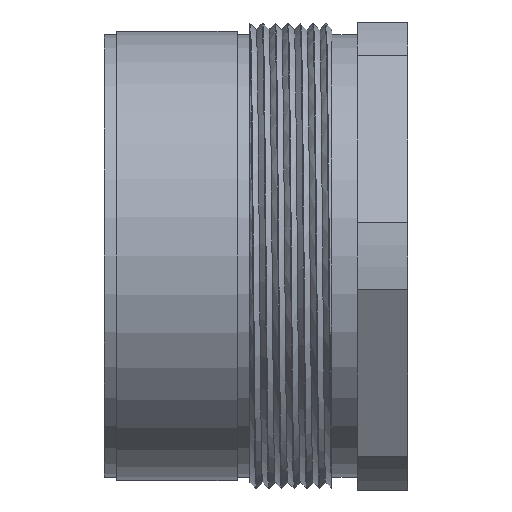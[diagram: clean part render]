
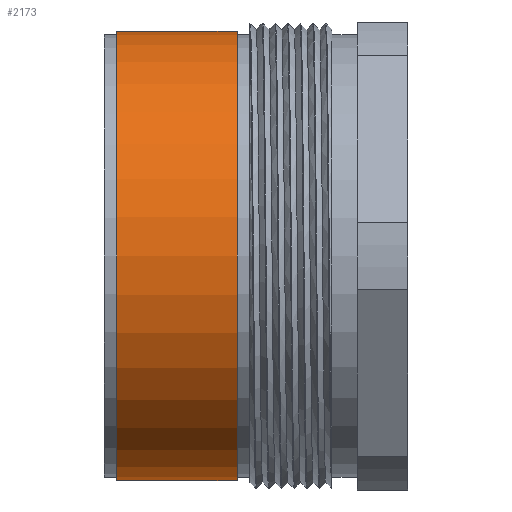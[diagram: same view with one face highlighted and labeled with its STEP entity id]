
A CAD part, left-side view. The second image highlights one B-rep face of the part: STEP entity #2173.
In plain terms, the highlighted cylindrical face has radius 17.75 mm (diameter 35.5 mm), a full revolution.
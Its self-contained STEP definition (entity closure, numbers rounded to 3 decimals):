
#8 = EDGE_LOOP ( 'NONE', ( #288 ) ) ;
#145 = FACE_OUTER_BOUND ( 'NONE', #8, .T. ) ;
#146 = FACE_OUTER_BOUND ( 'NONE', #232, .T. ) ;
#150 = CYLINDRICAL_SURFACE ( 'NONE', #1551, 17.75 ) ;
#232 = EDGE_LOOP ( 'NONE', ( #238 ) ) ;
#238 = ORIENTED_EDGE ( 'NONE', *, *, #2163, .T. ) ;
#288 = ORIENTED_EDGE ( 'NONE', *, *, #2164, .F. ) ;
#908 = DIRECTION ( 'NONE',  ( 0., 0., -1. ) ) ;
#909 = DIRECTION ( 'NONE',  ( 0., -1., 0. ) ) ;
#910 = CARTESIAN_POINT ( 'NONE',  ( 0., 23., 0. ) ) ;
#1152 = DIRECTION ( 'NONE',  ( 0., 0., 1. ) ) ;
#1153 = DIRECTION ( 'NONE',  ( 0., 1., 0. ) ) ;
#1154 = CARTESIAN_POINT ( 'NONE',  ( 0., 23., 0. ) ) ;
#1155 = DIRECTION ( 'NONE',  ( 0., 0., 1. ) ) ;
#1156 = DIRECTION ( 'NONE',  ( 0., 1., 0. ) ) ;
#1157 = CARTESIAN_POINT ( 'NONE',  ( 0., 13.5, 0. ) ) ;
#1551 = AXIS2_PLACEMENT_3D ( 'NONE', #910, #909, #908 ) ;
#1554 = CIRCLE ( 'NONE', #1555, 17.75 ) ;
#1555 = AXIS2_PLACEMENT_3D ( 'NONE', #1157, #1156, #1155 ) ;
#1556 = CIRCLE ( 'NONE', #1557, 17.75 ) ;
#1557 = AXIS2_PLACEMENT_3D ( 'NONE', #1154, #1153, #1152 ) ;
#1612 = VERTEX_POINT ( 'NONE', #2015 ) ;
#1613 = VERTEX_POINT ( 'NONE', #2014 ) ;
#2014 = CARTESIAN_POINT ( 'NONE',  ( 0., 13.5, 17.75 ) ) ;
#2015 = CARTESIAN_POINT ( 'NONE',  ( 0., 23., 17.75 ) ) ;
#2163 = EDGE_CURVE ( 'NONE', #1613, #1613, #1554, .T. ) ;
#2164 = EDGE_CURVE ( 'NONE', #1612, #1612, #1556, .T. ) ;
#2173 = ADVANCED_FACE ( 'NONE', ( #145, #146 ), #150, .T. ) ;
